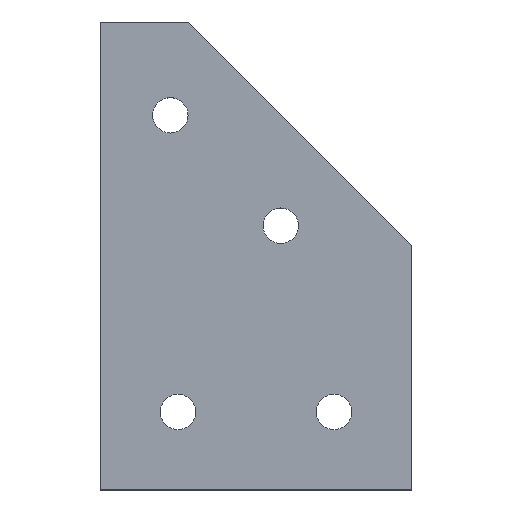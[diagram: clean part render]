
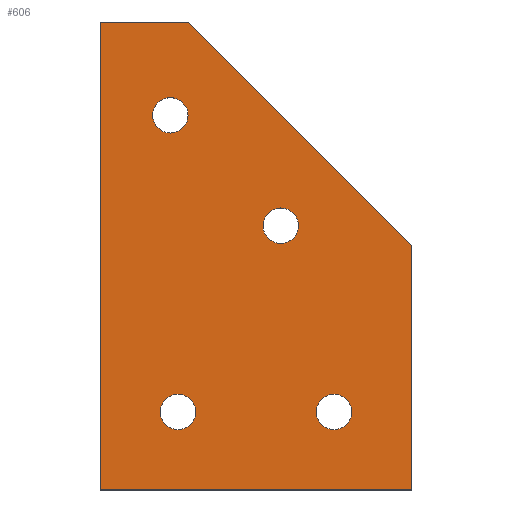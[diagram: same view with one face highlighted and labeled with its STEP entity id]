
A CAD part, top view. The second image highlights one B-rep face of the part: STEP entity #606.
In plain terms, the highlighted planar face has unit normal (0, 0, 1).
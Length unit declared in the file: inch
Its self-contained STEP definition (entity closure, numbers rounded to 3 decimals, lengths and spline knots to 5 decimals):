
#137=CARTESIAN_POINT('',(1.1575,1.79146,0.25));
#138=VERTEX_POINT('',#137);
#154=CARTESIAN_POINT('',(0.8175,1.79146,0.25));
#155=VERTEX_POINT('',#154);
#162=CARTESIAN_POINT('',(0.9875,1.79146,0.25));
#163=DIRECTION('',(0.0,0.0,-1.0));
#164=DIRECTION('',(1.0,0.0,0.0));
#165=AXIS2_PLACEMENT_3D('',#162,#163,#164);
#166=CIRCLE('',#165,0.17);
#167=EDGE_CURVE('',#138,#155,#166,.T.);
#179=CARTESIAN_POINT('',(0.09684,2.85212,0.25));
#180=VERTEX_POINT('',#179);
#196=CARTESIAN_POINT('',(-0.24316,2.85212,0.25));
#197=VERTEX_POINT('',#196);
#204=CARTESIAN_POINT('',(-0.07316,2.85212,0.25));
#205=DIRECTION('',(0.0,0.0,-1.0));
#206=DIRECTION('',(1.0,0.0,0.0));
#207=AXIS2_PLACEMENT_3D('',#204,#205,#206);
#208=CIRCLE('',#207,0.17);
#209=EDGE_CURVE('',#180,#197,#208,.T.);
#221=CARTESIAN_POINT('',(0.17,0.0,0.25));
#222=VERTEX_POINT('',#221);
#238=CARTESIAN_POINT('',(-0.17,0.,0.25));
#239=VERTEX_POINT('',#238);
#246=CARTESIAN_POINT('',(0.0,0.0,0.25));
#247=DIRECTION('',(0.0,0.0,-1.0));
#248=DIRECTION('',(1.0,0.0,0.0));
#249=AXIS2_PLACEMENT_3D('',#246,#247,#248);
#250=CIRCLE('',#249,0.17);
#251=EDGE_CURVE('',#222,#239,#250,.T.);
#263=CARTESIAN_POINT('',(1.67,0.0,0.25));
#264=VERTEX_POINT('',#263);
#280=CARTESIAN_POINT('',(1.33,0.,0.25));
#281=VERTEX_POINT('',#280);
#288=CARTESIAN_POINT('',(1.5,0.0,0.25));
#289=DIRECTION('',(0.0,0.0,-1.0));
#290=DIRECTION('',(1.0,0.0,0.0));
#291=AXIS2_PLACEMENT_3D('',#288,#289,#290);
#292=CIRCLE('',#291,0.17);
#293=EDGE_CURVE('',#264,#281,#292,.T.);
#304=CARTESIAN_POINT('',(1.5,0.0,0.25));
#305=DIRECTION('',(0.0,0.0,-1.0));
#306=DIRECTION('',(1.0,0.0,0.0));
#307=AXIS2_PLACEMENT_3D('',#304,#305,#306);
#308=CIRCLE('',#307,0.17);
#309=EDGE_CURVE('',#281,#264,#308,.T.);
#328=CARTESIAN_POINT('',(0.0,0.0,0.25));
#329=DIRECTION('',(0.0,0.0,-1.0));
#330=DIRECTION('',(1.0,0.0,0.0));
#331=AXIS2_PLACEMENT_3D('',#328,#329,#330);
#332=CIRCLE('',#331,0.17);
#333=EDGE_CURVE('',#239,#222,#332,.T.);
#352=CARTESIAN_POINT('',(-0.07316,2.85212,0.25));
#353=DIRECTION('',(0.0,0.0,-1.0));
#354=DIRECTION('',(1.0,0.0,0.0));
#355=AXIS2_PLACEMENT_3D('',#352,#353,#354);
#356=CIRCLE('',#355,0.17);
#357=EDGE_CURVE('',#197,#180,#356,.T.);
#376=CARTESIAN_POINT('',(0.9875,1.79146,0.25));
#377=DIRECTION('',(0.0,0.0,-1.0));
#378=DIRECTION('',(1.0,0.0,0.0));
#379=AXIS2_PLACEMENT_3D('',#376,#377,#378);
#380=CIRCLE('',#379,0.17);
#381=EDGE_CURVE('',#155,#138,#380,.T.);
#409=CARTESIAN_POINT('',(2.25,1.6,0.25));
#410=VERTEX_POINT('',#409);
#417=CARTESIAN_POINT('',(2.25,-0.75,0.25));
#418=VERTEX_POINT('',#417);
#419=CARTESIAN_POINT('',(2.25,-0.75,0.25));
#420=DIRECTION('',(0.0,1.0,0.0));
#421=VECTOR('',#420,2.35);
#422=LINE('',#419,#421);
#423=EDGE_CURVE('',#418,#410,#422,.T.);
#447=CARTESIAN_POINT('',(0.1,3.75,0.25));
#448=VERTEX_POINT('',#447);
#455=CARTESIAN_POINT('',(2.25,1.6,0.25));
#456=DIRECTION('',(-0.707,0.707,0.0));
#457=VECTOR('',#456,3.04056);
#458=LINE('',#455,#457);
#459=EDGE_CURVE('',#410,#448,#458,.T.);
#478=CARTESIAN_POINT('',(-0.75,3.75,0.25));
#479=VERTEX_POINT('',#478);
#486=CARTESIAN_POINT('',(0.1,3.75,0.25));
#487=DIRECTION('',(-1.0,0.0,0.0));
#488=VECTOR('',#487,0.85);
#489=LINE('',#486,#488);
#490=EDGE_CURVE('',#448,#479,#489,.T.);
#509=CARTESIAN_POINT('',(-0.75,-0.75,0.25));
#510=VERTEX_POINT('',#509);
#517=CARTESIAN_POINT('',(-0.75,3.75,0.25));
#518=DIRECTION('',(0.0,-1.0,0.0));
#519=VECTOR('',#518,4.5);
#520=LINE('',#517,#519);
#521=EDGE_CURVE('',#479,#510,#520,.T.);
#539=CARTESIAN_POINT('',(-0.75,-0.75,0.25));
#540=DIRECTION('',(1.0,0.0,0.0));
#541=VECTOR('',#540,3.0);
#542=LINE('',#539,#541);
#543=EDGE_CURVE('',#510,#418,#542,.T.);
#578=CARTESIAN_POINT('',(0.62,1.52,0.25));
#579=DIRECTION('',(0.0,0.0,-1.0));
#580=DIRECTION('',(-1.0,0.0,0.0));
#581=AXIS2_PLACEMENT_3D('',#578,#579,#580);
#582=PLANE('',#581);
#583=ORIENTED_EDGE('',*,*,#543,.T.);
#584=ORIENTED_EDGE('',*,*,#423,.T.);
#585=ORIENTED_EDGE('',*,*,#459,.T.);
#586=ORIENTED_EDGE('',*,*,#490,.T.);
#587=ORIENTED_EDGE('',*,*,#521,.T.);
#588=EDGE_LOOP('',(#583,#584,#585,#586,#587));
#589=FACE_OUTER_BOUND('',#588,.T.);
#590=ORIENTED_EDGE('',*,*,#293,.T.);
#591=ORIENTED_EDGE('',*,*,#309,.T.);
#592=EDGE_LOOP('',(#590,#591));
#593=FACE_BOUND('',#592,.T.);
#594=ORIENTED_EDGE('',*,*,#251,.T.);
#595=ORIENTED_EDGE('',*,*,#333,.T.);
#596=EDGE_LOOP('',(#594,#595));
#597=FACE_BOUND('',#596,.T.);
#598=ORIENTED_EDGE('',*,*,#209,.T.);
#599=ORIENTED_EDGE('',*,*,#357,.T.);
#600=EDGE_LOOP('',(#598,#599));
#601=FACE_BOUND('',#600,.T.);
#602=ORIENTED_EDGE('',*,*,#167,.T.);
#603=ORIENTED_EDGE('',*,*,#381,.T.);
#604=EDGE_LOOP('',(#602,#603));
#605=FACE_BOUND('',#604,.T.);
#606=ADVANCED_FACE('',(#589,#593,#597,#601,#605),#582,.F.);
